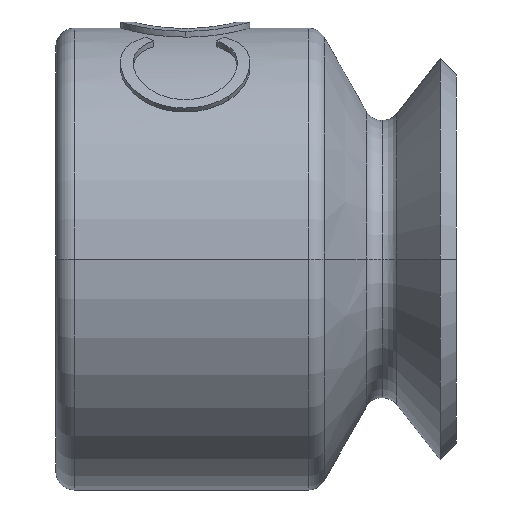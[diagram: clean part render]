
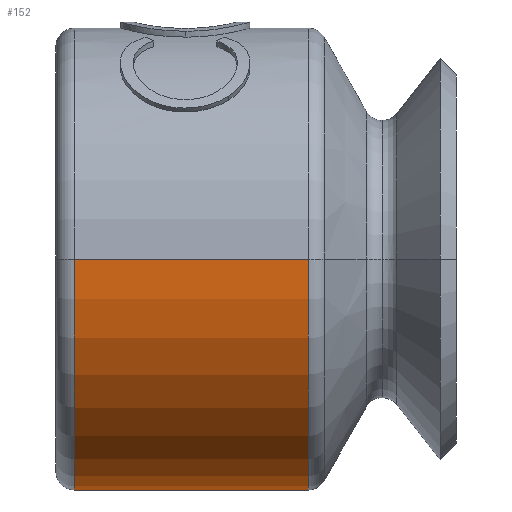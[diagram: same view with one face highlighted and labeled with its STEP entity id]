
A CAD part, left-side view. The second image highlights one B-rep face of the part: STEP entity #152.
In plain terms, the highlighted cylindrical face has radius 3.75 mm (diameter 7.5 mm), a partial arc.
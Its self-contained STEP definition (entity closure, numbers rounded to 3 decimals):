
#152=ADVANCED_FACE('',(#365),#366,.T.);
#365=FACE_OUTER_BOUND('',#633,.T.);
#366=CYLINDRICAL_SURFACE('',#634,3.75);
#633=EDGE_LOOP('',(#3776,#3777,#3778,#3779,#3780,#3781,#3782,#3783));
#634=AXIS2_PLACEMENT_3D('',#3784,#3785,#3786);
#3776=ORIENTED_EDGE('',*,*,#4301,.F.);
#3777=ORIENTED_EDGE('',*,*,#4335,.T.);
#3778=ORIENTED_EDGE('',*,*,#4309,.T.);
#3779=ORIENTED_EDGE('',*,*,#4333,.F.);
#3780=ORIENTED_EDGE('',*,*,#4307,.F.);
#3781=ORIENTED_EDGE('',*,*,#4336,.T.);
#3782=ORIENTED_EDGE('',*,*,#4337,.T.);
#3783=ORIENTED_EDGE('',*,*,#4338,.F.);
#3784=CARTESIAN_POINT('',(0.0,0.0,0.0));
#3785=DIRECTION('',(0.,1.0,0.0));
#3786=DIRECTION('',(-1.0,0.,0.0));
#4301=EDGE_CURVE('',#4582,#4648,#4649,.T.);
#4307=EDGE_CURVE('',#4658,#4660,#4661,.T.);
#4309=EDGE_CURVE('',#4584,#4662,#4664,.T.);
#4333=EDGE_CURVE('',#4660,#4662,#4696,.T.);
#4335=EDGE_CURVE('',#4582,#4584,#4698,.T.);
#4336=EDGE_CURVE('',#4658,#4699,#4700,.T.);
#4337=EDGE_CURVE('',#4699,#4701,#4702,.T.);
#4338=EDGE_CURVE('',#4648,#4701,#4703,.T.);
#4582=VERTEX_POINT('',#5008);
#4584=VERTEX_POINT('',#5010);
#4648=VERTEX_POINT('',#5439);
#4649=LINE('',#5440,#5441);
#4658=VERTEX_POINT('',#5452);
#4660=VERTEX_POINT('',#5454);
#4661=LINE('',#5455,#5456);
#4662=VERTEX_POINT('',#5457);
#4664=LINE('',#5459,#5460);
#4696=CIRCLE('',#5494,3.75);
#4698=CIRCLE('',#5496,3.75);
#4699=VERTEX_POINT('',#5497);
#4700=CIRCLE('',#5498,3.75);
#4701=VERTEX_POINT('',#5499);
#4702=LINE('',#5500,#5501);
#4703=CIRCLE('',#5502,3.75);
#5008=CARTESIAN_POINT('',(3.75,-4.1,0.));
#5010=CARTESIAN_POINT('',(-3.75,-4.1,0.0));
#5439=CARTESIAN_POINT('',(3.75,-3.1,0.));
#5440=CARTESIAN_POINT('',(3.75,0.,0.));
#5441=VECTOR('',#6673,1000.0);
#5452=CARTESIAN_POINT('',(3.75,-2.895,0.));
#5454=CARTESIAN_POINT('',(3.75,-0.3,0.));
#5455=CARTESIAN_POINT('',(3.75,0.,0.));
#5456=VECTOR('',#6685,1000.0);
#5457=CARTESIAN_POINT('',(-3.75,-0.3,0.0));
#5459=CARTESIAN_POINT('',(-3.75,0.,0.0));
#5460=VECTOR('',#6689,1000.0);
#5494=AXIS2_PLACEMENT_3D('',#6731,#6732,#6733);
#5496=AXIS2_PLACEMENT_3D('',#6734,#6735,#6736);
#5497=CARTESIAN_POINT('',(3.709,-2.895,-0.55));
#5498=AXIS2_PLACEMENT_3D('',#6737,#6738,#6739);
#5499=CARTESIAN_POINT('',(3.709,-3.1,-0.55));
#5500=CARTESIAN_POINT('',(3.709,-2.895,-0.55));
#5501=VECTOR('',#6740,1000.0);
#5502=AXIS2_PLACEMENT_3D('',#6741,#6742,#6743);
#6673=DIRECTION('',(0.,1.0,0.0));
#6685=DIRECTION('',(0.,1.0,0.0));
#6689=DIRECTION('',(0.,1.0,0.0));
#6731=CARTESIAN_POINT('',(0.,-0.3,0.0));
#6732=DIRECTION('',(0.,1.0,0.0));
#6733=DIRECTION('',(-1.0,0.,0.0));
#6734=CARTESIAN_POINT('',(0.,-4.1,0.0));
#6735=DIRECTION('',(0.,1.0,0.0));
#6736=DIRECTION('',(-1.0,0.,0.0));
#6737=CARTESIAN_POINT('',(0.,-2.895,0.0));
#6738=DIRECTION('',(0.,1.0,0.0));
#6739=DIRECTION('',(0.989,0.,-0.147));
#6740=DIRECTION('',(0.0,-1.0,0.0));
#6741=CARTESIAN_POINT('',(0.,-3.1,0.0));
#6742=DIRECTION('',(0.,1.0,0.0));
#6743=DIRECTION('',(0.989,0.,-0.147));
